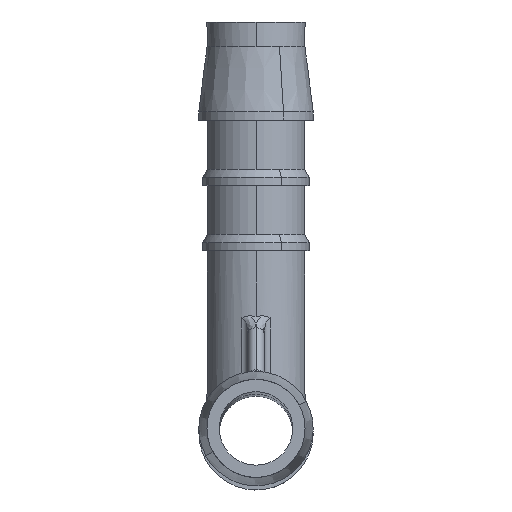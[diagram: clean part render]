
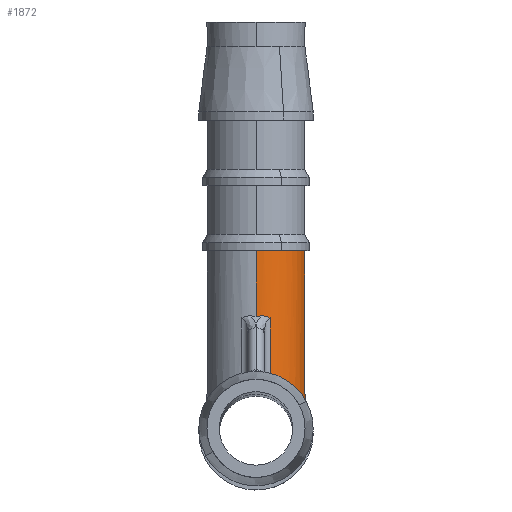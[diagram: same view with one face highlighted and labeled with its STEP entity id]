
A CAD part, top view. The second image highlights one B-rep face of the part: STEP entity #1872.
In plain terms, the highlighted cylindrical face has radius 3 mm (diameter 6 mm), a partial arc.
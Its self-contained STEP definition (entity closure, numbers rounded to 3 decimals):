
#537=CARTESIAN_POINT('Axis2P3D Location',(0.,12.5,80.)) ;
#1588=CARTESIAN_POINT('Vertex',(0.,11.,83.)) ;
#1591=CARTESIAN_POINT('Axis2P3D Location',(0.,11.,80.)) ;
#1595=CARTESIAN_POINT('Vertex',(1.438,11.,82.633)) ;
#1598=CARTESIAN_POINT('Axis2P3D Location',(0.,11.,80.)) ;
#1602=CARTESIAN_POINT('Vertex',(0.,11.,77.)) ;
#1666=CARTESIAN_POINT('Vertex',(0.,7.,83.)) ;
#1671=CARTESIAN_POINT('Line Origine',(0.,12.5,83.)) ;
#1676=CARTESIAN_POINT('Line Origine',(0.,12.5,77.)) ;
#1680=CARTESIAN_POINT('Vertex',(0.,7.,77.)) ;
#1775=CARTESIAN_POINT('Control Point',(0.,7.,77.)) ;
#1776=CARTESIAN_POINT('Control Point',(0.104,7.,77.)) ;
#1777=CARTESIAN_POINT('Control Point',(0.207,7.005,77.005)) ;
#1778=CARTESIAN_POINT('Control Point',(0.31,7.016,77.016)) ;
#1779=CARTESIAN_POINT('Vertex',(0.31,7.016,77.016)) ;
#1783=CARTESIAN_POINT('Control Point',(0.,7.,83.)) ;
#1784=CARTESIAN_POINT('Control Point',(0.104,7.,83.)) ;
#1785=CARTESIAN_POINT('Control Point',(0.207,7.005,82.995)) ;
#1786=CARTESIAN_POINT('Control Point',(0.31,7.016,82.984)) ;
#1787=CARTESIAN_POINT('Vertex',(0.31,7.016,82.984)) ;
#1791=CARTESIAN_POINT('Control Point',(0.31,7.016,82.984)) ;
#1792=CARTESIAN_POINT('Control Point',(0.475,7.033,82.967)) ;
#1793=CARTESIAN_POINT('Control Point',(0.632,7.009,82.938)) ;
#1794=CARTESIAN_POINT('Control Point',(0.759,6.958,82.904)) ;
#1795=CARTESIAN_POINT('Control Point',(0.857,6.897,82.875)) ;
#1796=CARTESIAN_POINT('Vertex',(0.857,6.897,82.875)) ;
#1799=CARTESIAN_POINT('Line Origine',(0.857,12.5,82.875)) ;
#1803=CARTESIAN_POINT('Vertex',(0.857,2.875,82.875)) ;
#1807=CARTESIAN_POINT('Control Point',(3.,0.,80.)) ;
#1808=CARTESIAN_POINT('Control Point',(3.,0.112,80.112)) ;
#1809=CARTESIAN_POINT('Control Point',(2.995,0.223,80.224)) ;
#1810=CARTESIAN_POINT('Control Point',(2.985,0.312,80.313)) ;
#1811=CARTESIAN_POINT('Control Point',(2.966,0.47,80.471)) ;
#1812=CARTESIAN_POINT('Control Point',(2.935,0.627,80.627)) ;
#1813=CARTESIAN_POINT('Control Point',(2.917,0.716,80.716)) ;
#1814=CARTESIAN_POINT('Control Point',(2.777,1.222,81.222)) ;
#1815=CARTESIAN_POINT('Control Point',(2.522,1.709,81.709)) ;
#1816=CARTESIAN_POINT('Control Point',(2.244,2.074,82.074)) ;
#1817=CARTESIAN_POINT('Control Point',(1.79,2.472,82.472)) ;
#1818=CARTESIAN_POINT('Control Point',(1.208,2.75,82.75)) ;
#1819=CARTESIAN_POINT('Control Point',(1.095,2.797,82.797)) ;
#1820=CARTESIAN_POINT('Control Point',(0.978,2.839,82.839)) ;
#1821=CARTESIAN_POINT('Control Point',(0.857,2.875,82.875)) ;
#1822=CARTESIAN_POINT('Vertex',(3.,0.,80.)) ;
#1826=CARTESIAN_POINT('Control Point',(3.,0.,80.)) ;
#1827=CARTESIAN_POINT('Control Point',(3.,0.112,79.888)) ;
#1828=CARTESIAN_POINT('Control Point',(2.995,0.223,79.776)) ;
#1829=CARTESIAN_POINT('Control Point',(2.985,0.312,79.687)) ;
#1830=CARTESIAN_POINT('Control Point',(2.966,0.47,79.529)) ;
#1831=CARTESIAN_POINT('Control Point',(2.935,0.627,79.373)) ;
#1832=CARTESIAN_POINT('Control Point',(2.917,0.716,79.284)) ;
#1833=CARTESIAN_POINT('Control Point',(2.777,1.222,78.778)) ;
#1834=CARTESIAN_POINT('Control Point',(2.522,1.709,78.291)) ;
#1835=CARTESIAN_POINT('Control Point',(2.244,2.074,77.926)) ;
#1836=CARTESIAN_POINT('Control Point',(1.79,2.472,77.528)) ;
#1837=CARTESIAN_POINT('Control Point',(1.208,2.75,77.25)) ;
#1838=CARTESIAN_POINT('Control Point',(1.095,2.797,77.203)) ;
#1839=CARTESIAN_POINT('Control Point',(0.978,2.839,77.161)) ;
#1840=CARTESIAN_POINT('Control Point',(0.857,2.875,77.125)) ;
#1841=CARTESIAN_POINT('Vertex',(0.857,2.875,77.125)) ;
#1844=CARTESIAN_POINT('Line Origine',(0.857,12.5,77.125)) ;
#1848=CARTESIAN_POINT('Vertex',(0.857,6.897,77.125)) ;
#1852=CARTESIAN_POINT('Control Point',(0.31,7.016,77.016)) ;
#1853=CARTESIAN_POINT('Control Point',(0.475,7.033,77.033)) ;
#1854=CARTESIAN_POINT('Control Point',(0.632,7.009,77.062)) ;
#1855=CARTESIAN_POINT('Control Point',(0.759,6.958,77.096)) ;
#1856=CARTESIAN_POINT('Control Point',(0.857,6.897,77.125)) ;
#538=DIRECTION('Axis2P3D Direction',(0.,1.,0.)) ;
#539=DIRECTION('Axis2P3D XDirection',(0.,0.,1.)) ;
#1592=DIRECTION('Axis2P3D Direction',(0.,1.,0.)) ;
#1599=DIRECTION('Axis2P3D Direction',(0.,1.,0.)) ;
#1672=DIRECTION('Vector Direction',(0.,1.,0.)) ;
#1677=DIRECTION('Vector Direction',(0.,1.,0.)) ;
#1800=DIRECTION('Vector Direction',(0.,1.,0.)) ;
#1845=DIRECTION('Vector Direction',(0.,1.,0.)) ;
#540=AXIS2_PLACEMENT_3D('Cylinder Axis2P3D',#537,#538,#539) ;
#1593=AXIS2_PLACEMENT_3D('Circle Axis2P3D',#1591,#1592,$) ;
#1600=AXIS2_PLACEMENT_3D('Circle Axis2P3D',#1598,#1599,$) ;
#1859=ORIENTED_EDGE('',*,*,#1781,.F.) ;
#1860=ORIENTED_EDGE('',*,*,#1682,.T.) ;
#1861=ORIENTED_EDGE('',*,*,#1604,.F.) ;
#1862=ORIENTED_EDGE('',*,*,#1597,.F.) ;
#1863=ORIENTED_EDGE('',*,*,#1675,.F.) ;
#1864=ORIENTED_EDGE('',*,*,#1789,.T.) ;
#1865=ORIENTED_EDGE('',*,*,#1798,.F.) ;
#1866=ORIENTED_EDGE('',*,*,#1805,.T.) ;
#1867=ORIENTED_EDGE('',*,*,#1824,.F.) ;
#1868=ORIENTED_EDGE('',*,*,#1843,.T.) ;
#1869=ORIENTED_EDGE('',*,*,#1850,.F.) ;
#1870=ORIENTED_EDGE('',*,*,#1857,.F.) ;
#1673=VECTOR('Line Direction',#1672,1.) ;
#1678=VECTOR('Line Direction',#1677,1.) ;
#1801=VECTOR('Line Direction',#1800,1.) ;
#1846=VECTOR('Line Direction',#1845,1.) ;
#1872=ADVANCED_FACE('PartBody',(#1871),#541,.T.) ;
#1774=B_SPLINE_CURVE_WITH_KNOTS('',3,(#1775,#1776,#1777,#1778),.UNSPECIFIED.,.F.,.U.,(4,4),(0.,0.44),.UNSPECIFIED.) ;
#1782=B_SPLINE_CURVE_WITH_KNOTS('',3,(#1783,#1784,#1785,#1786),.UNSPECIFIED.,.F.,.U.,(4,4),(0.,0.44),.UNSPECIFIED.) ;
#1790=B_SPLINE_CURVE_WITH_KNOTS('',4,(#1791,#1792,#1793,#1794,#1795),.UNSPECIFIED.,.F.,.U.,(5,5),(0.,0.992),.UNSPECIFIED.) ;
#1806=B_SPLINE_CURVE_WITH_KNOTS('',5,(#1807,#1808,#1809,#1810,#1811,#1812,#1813,#1814,#1815,#1816,#1817,#1818,#1819,#1820,#1821),.UNSPECIFIED.,.F.,.U.,(6,3,3,3,6),(0.,1.115,2.231,6.268,7.193),.UNSPECIFIED.) ;
#1825=B_SPLINE_CURVE_WITH_KNOTS('',5,(#1826,#1827,#1828,#1829,#1830,#1831,#1832,#1833,#1834,#1835,#1836,#1837,#1838,#1839,#1840),.UNSPECIFIED.,.F.,.U.,(6,3,3,3,6),(0.,1.115,2.231,6.268,7.193),.UNSPECIFIED.) ;
#1851=B_SPLINE_CURVE_WITH_KNOTS('',4,(#1852,#1853,#1854,#1855,#1856),.UNSPECIFIED.,.F.,.U.,(5,5),(0.,0.992),.UNSPECIFIED.) ;
#1594=CIRCLE('generated circle',#1593,3.) ;
#1601=CIRCLE('generated circle',#1600,3.) ;
#541=CYLINDRICAL_SURFACE('generated cylinder',#540,3.) ;
#1597=EDGE_CURVE('',#1589,#1596,#1594,.T.) ;
#1604=EDGE_CURVE('',#1596,#1603,#1601,.T.) ;
#1675=EDGE_CURVE('',#1667,#1589,#1674,.T.) ;
#1682=EDGE_CURVE('',#1681,#1603,#1679,.T.) ;
#1781=EDGE_CURVE('',#1681,#1780,#1774,.T.) ;
#1789=EDGE_CURVE('',#1667,#1788,#1782,.T.) ;
#1798=EDGE_CURVE('',#1797,#1788,#1790,.F.) ;
#1805=EDGE_CURVE('',#1797,#1804,#1802,.F.) ;
#1824=EDGE_CURVE('',#1823,#1804,#1806,.T.) ;
#1843=EDGE_CURVE('',#1823,#1842,#1825,.T.) ;
#1850=EDGE_CURVE('',#1849,#1842,#1847,.F.) ;
#1857=EDGE_CURVE('',#1780,#1849,#1851,.T.) ;
#1858=EDGE_LOOP('',(#1859,#1860,#1861,#1862,#1863,#1864,#1865,#1866,#1867,#1868,#1869,#1870)) ;
#1871=FACE_OUTER_BOUND('',#1858,.T.) ;
#1674=LINE('Line',#1671,#1673) ;
#1679=LINE('Line',#1676,#1678) ;
#1802=LINE('Line',#1799,#1801) ;
#1847=LINE('Line',#1844,#1846) ;
#1589=VERTEX_POINT('',#1588) ;
#1596=VERTEX_POINT('',#1595) ;
#1603=VERTEX_POINT('',#1602) ;
#1667=VERTEX_POINT('',#1666) ;
#1681=VERTEX_POINT('',#1680) ;
#1780=VERTEX_POINT('',#1779) ;
#1788=VERTEX_POINT('',#1787) ;
#1797=VERTEX_POINT('',#1796) ;
#1804=VERTEX_POINT('',#1803) ;
#1823=VERTEX_POINT('',#1822) ;
#1842=VERTEX_POINT('',#1841) ;
#1849=VERTEX_POINT('',#1848) ;
